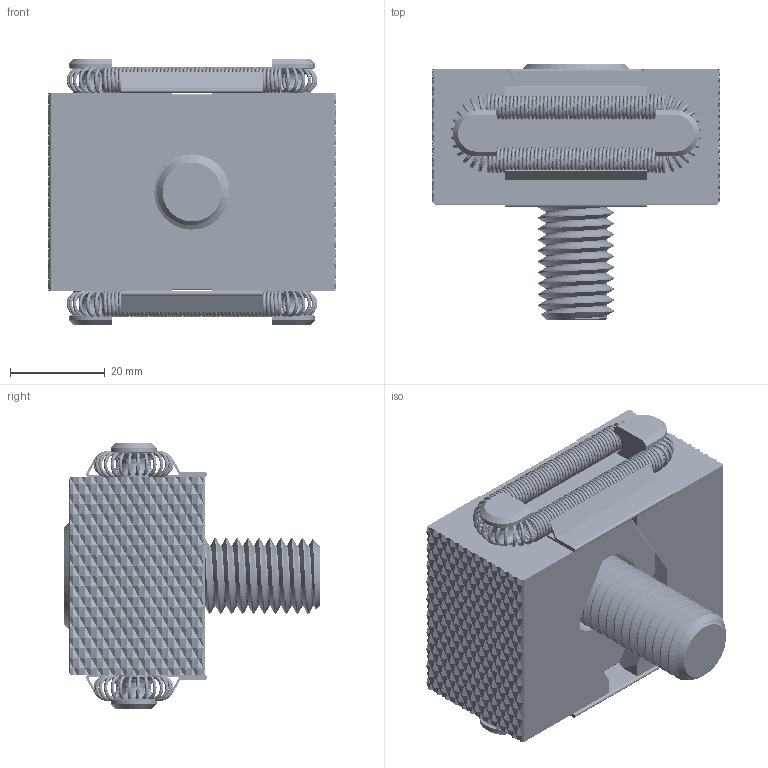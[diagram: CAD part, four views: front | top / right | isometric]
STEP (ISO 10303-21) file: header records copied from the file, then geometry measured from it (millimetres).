
FILE_DESCRIPTION (( 'STEP AP214' ), '1' );
FILE_NAME ('47160.STEP', '2019-05-16T14:35:02', ( 'Mike W' ), ( '' ), 'SwSTEP 2.0', 'SolidWorks 2018', '' );
FILE_SCHEMA (( 'AUTOMOTIVE_DESIGN' ));
Length unit declared in the file: inch
Products named in the file (8): 47160; 5811112 SHCS_5811112 SHCS; 47161_47161; F-spring_p_S_d_S_dty; F-spring p_S_d_S_dty+suorat; 47162_47162; Q101744_Q101744; Q101274_Q101274
Assembly tree (10 placements, depth 3):
  47160
    Q101274_Q101274
    Q101744_Q101744  x2
    47162_47162  x2
    47161_47161  x2
      F-spring p_S_d_S_dty+suorat
      F-spring_p_S_d_S_dty
    5811112 SHCS_5811112 SHCS
Bounding box: 60.96 x 53.98 x 56.2 mm (x, y, z)
Volume: 71110.1 mm3; surface area: 37338.9 mm2
Topology: 8 solids, 12 shells, 4578 faces, 10744 edges, 6155 vertices
Faces by surface type: plane 2961, bspline 1444, cylinder 154, cone 19
Entity records: 110640 total; most frequent: CARTESIAN_POINT 30486, ORIENTED_EDGE 11740, DIRECTION 10114, EDGE_CURVE 5898, VERTEX_POINT 3428, AXIS2_PLACEMENT_3D 3409, LINE 3296, VECTOR 3296
